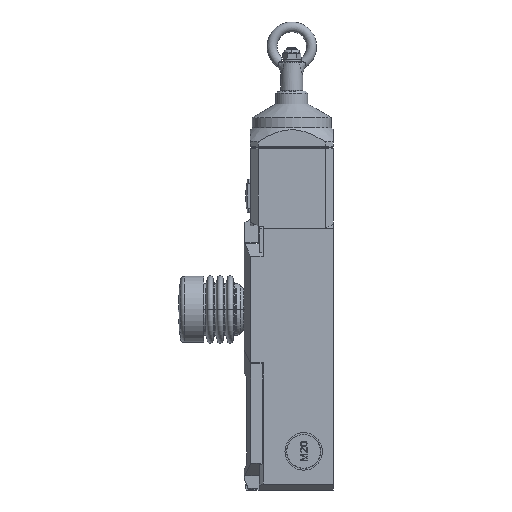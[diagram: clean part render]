
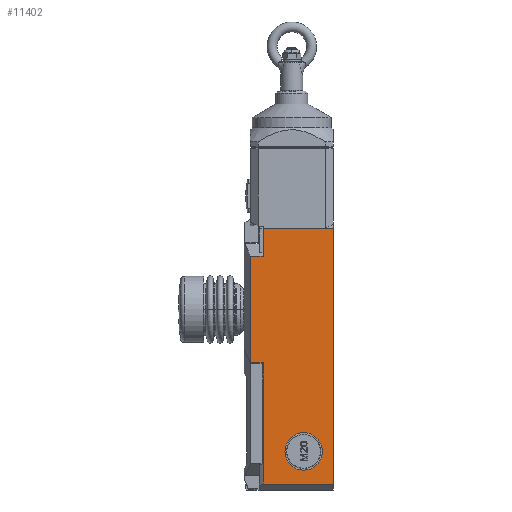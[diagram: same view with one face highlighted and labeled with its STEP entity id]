
A CAD part, left-side view. The second image highlights one B-rep face of the part: STEP entity #11402.
In plain terms, the highlighted planar face has unit normal (-1, 0, 0).
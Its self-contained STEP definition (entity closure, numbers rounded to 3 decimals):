
#540=DIRECTION('',(0.,0.,1.));
#541=VECTOR('',#540,10.);
#542=CARTESIAN_POINT('',(-21.25,14.5,-117.5));
#543=LINE('',#542,#541);
#547=DIRECTION('',(0.,0.,-1.));
#548=VECTOR('',#547,51.216);
#549=CARTESIAN_POINT('',(-21.25,14.5,-56.284));
#550=LINE('',#549,#548);
#554=DIRECTION('',(0.,-1.,0.));
#555=VECTOR('',#554,6.352);
#556=CARTESIAN_POINT('',(-21.25,20.852,-2.293));
#557=LINE('',#556,#555);
#561=DIRECTION('',(0.,0.,-1.));
#562=VECTOR('',#561,13.793);
#563=CARTESIAN_POINT('',(-21.25,14.5,11.5));
#564=LINE('',#563,#562);
#568=DIRECTION('',(0.,1.,0.));
#569=VECTOR('',#568,35.5);
#570=CARTESIAN_POINT('',(-21.25,-21.,11.5));
#571=LINE('',#570,#569);
#575=DIRECTION('',(0.,0.,-1.));
#576=VECTOR('',#575,129.);
#577=CARTESIAN_POINT('',(-21.25,-21.,11.5));
#578=LINE('',#577,#576);
#582=DIRECTION('',(0.,1.,0.));
#583=VECTOR('',#582,35.5);
#584=CARTESIAN_POINT('',(-21.25,-21.,-117.5));
#585=LINE('',#584,#583);
#589=CARTESIAN_POINT('',(-21.25,-6.,-101.));
#590=DIRECTION('',(-1.,0.,0.));
#591=DIRECTION('',(0.,-1.,0.));
#592=AXIS2_PLACEMENT_3D('',#589,#590,#591);
#597=CARTESIAN_POINT('',(-21.25,-6.,-101.));
#598=DIRECTION('',(-1.,0.,0.));
#599=DIRECTION('',(0.,1.,0.));
#600=AXIS2_PLACEMENT_3D('',#597,#598,#599);
#612=DIRECTION('',(0.,0.,-1.));
#613=VECTOR('',#612,53.991);
#614=CARTESIAN_POINT('',(-21.25,20.852,-2.293));
#615=LINE('',#614,#613);
#1002=DIRECTION('',(0.,-1.,0.));
#1003=VECTOR('',#1002,6.352);
#1004=CARTESIAN_POINT('',(-21.25,20.852,-56.284));
#1005=LINE('',#1004,#1003);
#8827=CARTESIAN_POINT('',(-21.25,20.852,-56.284));
#8829=VERTEX_POINT('',#8827);
#8842=CARTESIAN_POINT('',(-21.25,-21.,-117.5));
#8843=VERTEX_POINT('',#8842);
#8844=CARTESIAN_POINT('',(-21.25,-21.,11.5));
#8846=VERTEX_POINT('',#8844);
#8868=CARTESIAN_POINT('',(-21.25,14.5,11.5));
#8869=CARTESIAN_POINT('',(-21.25,14.5,-2.293));
#8870=VERTEX_POINT('',#8868);
#8871=VERTEX_POINT('',#8869);
#8872=CARTESIAN_POINT('',(-21.25,20.852,-2.293));
#8873=VERTEX_POINT('',#8872);
#9010=CARTESIAN_POINT('',(-21.25,14.5,-56.284));
#9011=VERTEX_POINT('',#9010);
#9022=CARTESIAN_POINT('',(-21.25,14.5,-117.5));
#9023=CARTESIAN_POINT('',(-21.25,14.5,-107.5));
#9024=VERTEX_POINT('',#9022);
#9025=VERTEX_POINT('',#9023);
#9090=CARTESIAN_POINT('',(-21.25,-15.46,-101.));
#9091=CARTESIAN_POINT('',(-21.25,3.46,-101.));
#9092=VERTEX_POINT('',#9090);
#9093=VERTEX_POINT('',#9091);
#11372=CARTESIAN_POINT('',(-21.25,-21.,14.5));
#11373=DIRECTION('',(-1.,0.,0.));
#11374=DIRECTION('',(0.,1.,0.));
#11375=AXIS2_PLACEMENT_3D('',#11372,#11373,#11374);
#11376=PLANE('',#11375);
#11378=ORIENTED_EDGE('',*,*,#11377,.T.);
#11380=ORIENTED_EDGE('',*,*,#11379,.F.);
#11382=ORIENTED_EDGE('',*,*,#11381,.F.);
#11384=ORIENTED_EDGE('',*,*,#11383,.F.);
#11386=ORIENTED_EDGE('',*,*,#11385,.T.);
#11388=ORIENTED_EDGE('',*,*,#11387,.F.);
#11390=ORIENTED_EDGE('',*,*,#11389,.F.);
#11391=ORIENTED_EDGE('',*,*,#11278,.T.);
#11393=ORIENTED_EDGE('',*,*,#11392,.T.);
#11394=EDGE_LOOP('',(#11378,#11380,#11382,#11384,#11386,#11388,#11390,#11391,
#11393));
#11395=FACE_OUTER_BOUND('',#11394,.F.);
#11397=ORIENTED_EDGE('',*,*,#11396,.T.);
#11399=ORIENTED_EDGE('',*,*,#11398,.T.);
#11400=EDGE_LOOP('',(#11397,#11399));
#11401=FACE_BOUND('',#11400,.F.);
#11402=ADVANCED_FACE('',(#11395,#11401),#11376,.T.);
#593=CIRCLE('',#592,9.46);
#601=CIRCLE('',#600,9.46);
#11278=EDGE_CURVE('',#8846,#8843,#578,.T.);
#11377=EDGE_CURVE('',#9024,#9025,#543,.T.);
#11379=EDGE_CURVE('',#9011,#9025,#550,.T.);
#11381=EDGE_CURVE('',#8829,#9011,#1005,.T.);
#11383=EDGE_CURVE('',#8873,#8829,#615,.T.);
#11385=EDGE_CURVE('',#8873,#8871,#557,.T.);
#11387=EDGE_CURVE('',#8870,#8871,#564,.T.);
#11389=EDGE_CURVE('',#8846,#8870,#571,.T.);
#11392=EDGE_CURVE('',#8843,#9024,#585,.T.);
#11396=EDGE_CURVE('',#9092,#9093,#593,.T.);
#11398=EDGE_CURVE('',#9093,#9092,#601,.T.);
